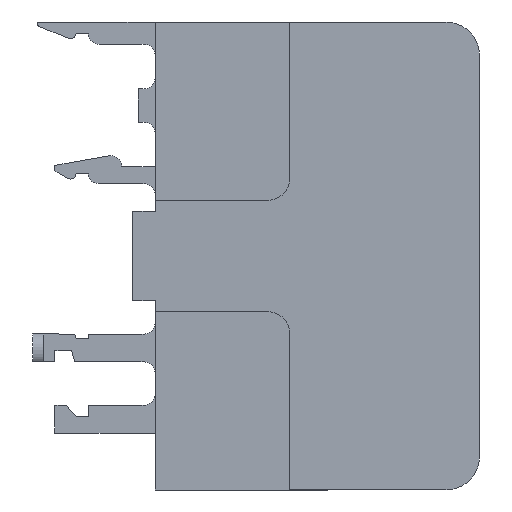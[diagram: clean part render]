
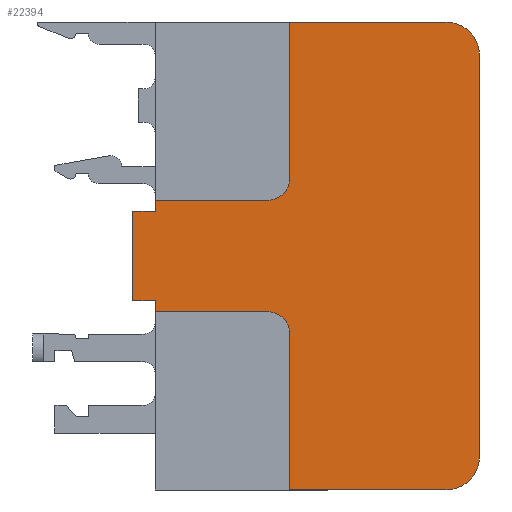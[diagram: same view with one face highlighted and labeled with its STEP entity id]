
A CAD part, left-side view. The second image highlights one B-rep face of the part: STEP entity #22394.
In plain terms, the highlighted planar face has unit normal (-1, 0, 0).
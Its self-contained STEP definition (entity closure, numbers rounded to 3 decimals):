
#118 = CARTESIAN_POINT ( 'NONE',  ( -9.25, -14.1, 4. ) ) ;
#123 = DIRECTION ( 'NONE',  ( 0., 1., 0. ) ) ;
#361 = LINE ( 'NONE', #7344, #17893 ) ;
#760 = CARTESIAN_POINT ( 'NONE',  ( -9.25, -14.1, 4. ) ) ;
#965 = CARTESIAN_POINT ( 'NONE',  ( -9.25, 0., -21. ) ) ;
#999 = ORIENTED_EDGE ( 'NONE', *, *, #20056, .T. ) ;
#1144 = DIRECTION ( 'NONE',  ( 0., -1., 0. ) ) ;
#1243 = CARTESIAN_POINT ( 'NONE',  ( -9.25, -12.1, 5. ) ) ;
#1727 = LINE ( 'NONE', #26865, #19261 ) ;
#1961 = VERTEX_POINT ( 'NONE', #3719 ) ;
#2208 = ORIENTED_EDGE ( 'NONE', *, *, #20685, .F. ) ;
#2378 = VECTOR ( 'NONE', #8423, 1000. ) ;
#3035 = DIRECTION ( 'NONE',  ( 0., 0., -1. ) ) ;
#3068 = EDGE_CURVE ( 'NONE', #23288, #7985, #25189, .T. ) ;
#3719 = CARTESIAN_POINT ( 'NONE',  ( -9.25, -2., -5. ) ) ;
#3915 = DIRECTION ( 'NONE',  ( 1., 0., 0. ) ) ;
#4057 = CARTESIAN_POINT ( 'NONE',  ( -9.25, 0., -7. ) ) ;
#4490 = CARTESIAN_POINT ( 'NONE',  ( -9.25, -12.1, -5. ) ) ;
#4511 = DIRECTION ( 'NONE',  ( 1., 0., 0. ) ) ;
#4571 = AXIS2_PLACEMENT_3D ( 'NONE', #26896, #13211, #29220 ) ;
#4596 = EDGE_CURVE ( 'NONE', #16906, #26168, #21163, .T. ) ;
#5066 = ORIENTED_EDGE ( 'NONE', *, *, #8712, .F. ) ;
#5140 = DIRECTION ( 'NONE',  ( -1., 0., 0. ) ) ;
#5222 = DIRECTION ( 'NONE',  ( 0., 0., 1. ) ) ;
#5267 = VECTOR ( 'NONE', #1144, 1000. ) ;
#6165 = CARTESIAN_POINT ( 'NONE',  ( -9.25, 14., -18. ) ) ;
#6701 = CARTESIAN_POINT ( 'NONE',  ( -9.25, -12.1, -4. ) ) ;
#6793 = EDGE_CURVE ( 'NONE', #28155, #27056, #7897, .T. ) ;
#6955 = ORIENTED_EDGE ( 'NONE', *, *, #6793, .T. ) ;
#7344 = CARTESIAN_POINT ( 'NONE',  ( -9.25, -12.1, -4. ) ) ;
#7369 = EDGE_CURVE ( 'NONE', #9460, #23611, #361, .T. ) ;
#7800 = AXIS2_PLACEMENT_3D ( 'NONE', #17614, #3915, #19947 ) ;
#7897 = CIRCLE ( 'NONE', #10352, 3. ) ;
#7985 = VERTEX_POINT ( 'NONE', #1243 ) ;
#8042 = EDGE_CURVE ( 'NONE', #23288, #23862, #25744, .T. ) ;
#8081 = VECTOR ( 'NONE', #123, 1000. ) ;
#8208 = CARTESIAN_POINT ( 'NONE',  ( -9.25, 14., 21. ) ) ;
#8423 = DIRECTION ( 'NONE',  ( 0., 0., 1. ) ) ;
#8489 = DIRECTION ( 'NONE',  ( 0., 0., -1. ) ) ;
#8582 = PLANE ( 'NONE',  #4571 ) ;
#8640 = ORIENTED_EDGE ( 'NONE', *, *, #4596, .T. ) ;
#8712 = EDGE_CURVE ( 'NONE', #28155, #26168, #23563, .T. ) ;
#8889 = EDGE_CURVE ( 'NONE', #1961, #24794, #1727, .T. ) ;
#9460 = VERTEX_POINT ( 'NONE', #6701 ) ;
#9825 = EDGE_CURVE ( 'NONE', #12969, #11257, #20654, .T. ) ;
#10352 = AXIS2_PLACEMENT_3D ( 'NONE', #18868, #5140, #21176 ) ;
#10822 = CARTESIAN_POINT ( 'NONE',  ( -9.25, 0., -21. ) ) ;
#10970 = LINE ( 'NONE', #25861, #23136 ) ;
#11103 = VECTOR ( 'NONE', #29546, 1000. ) ;
#11257 = VERTEX_POINT ( 'NONE', #4057 ) ;
#11453 = CARTESIAN_POINT ( 'NONE',  ( -9.25, -12.1, 4. ) ) ;
#11460 = EDGE_CURVE ( 'NONE', #23862, #23611, #24518, .T. ) ;
#11804 = LINE ( 'NONE', #13531, #11103 ) ;
#12290 = DIRECTION ( 'NONE',  ( 0., 0., 1. ) ) ;
#12362 = ORIENTED_EDGE ( 'NONE', *, *, #8042, .F. ) ;
#12576 = DIRECTION ( 'NONE',  ( 0., 0., 1. ) ) ;
#12969 = VERTEX_POINT ( 'NONE', #965 ) ;
#13211 = DIRECTION ( 'NONE',  ( 1., 0., 0. ) ) ;
#13212 = CIRCLE ( 'NONE', #7800, 2. ) ;
#13531 = CARTESIAN_POINT ( 'NONE',  ( -9.25, 17., -21. ) ) ;
#13651 = ORIENTED_EDGE ( 'NONE', *, *, #7369, .T. ) ;
#14162 = LINE ( 'NONE', #25249, #8081 ) ;
#14269 = VERTEX_POINT ( 'NONE', #14352 ) ;
#14271 = VECTOR ( 'NONE', #12290, 1000. ) ;
#14280 = VECTOR ( 'NONE', #24267, 1000. ) ;
#14352 = CARTESIAN_POINT ( 'NONE',  ( -9.25, -2., 5. ) ) ;
#14470 = VERTEX_POINT ( 'NONE', #16548 ) ;
#14860 = CARTESIAN_POINT ( 'NONE',  ( -9.25, 17., 21. ) ) ;
#15200 = EDGE_CURVE ( 'NONE', #14269, #16906, #13212, .T. ) ;
#15351 = EDGE_CURVE ( 'NONE', #11257, #1961, #28587, .T. ) ;
#15622 = ORIENTED_EDGE ( 'NONE', *, *, #22656, .T. ) ;
#15788 = VECTOR ( 'NONE', #12576, 1000. ) ;
#15899 = DIRECTION ( 'NONE',  ( 0., 0., 1. ) ) ;
#15933 = CARTESIAN_POINT ( 'NONE',  ( -9.25, 0., 21. ) ) ;
#16548 = CARTESIAN_POINT ( 'NONE',  ( -9.25, 14., -21. ) ) ;
#16906 = VERTEX_POINT ( 'NONE', #18281 ) ;
#17168 = ORIENTED_EDGE ( 'NONE', *, *, #29407, .T. ) ;
#17217 = EDGE_CURVE ( 'NONE', #27672, #14470, #18115, .T. ) ;
#17614 = CARTESIAN_POINT ( 'NONE',  ( -9.25, -2., 7. ) ) ;
#17893 = VECTOR ( 'NONE', #25687, 1000. ) ;
#18115 = CIRCLE ( 'NONE', #24353, 3. ) ;
#18153 = ORIENTED_EDGE ( 'NONE', *, *, #15351, .T. ) ;
#18211 = CARTESIAN_POINT ( 'NONE',  ( -9.25, -2., -7. ) ) ;
#18281 = CARTESIAN_POINT ( 'NONE',  ( -9.25, 0., 7. ) ) ;
#18379 = VECTOR ( 'NONE', #3035, 1000. ) ;
#18447 = ORIENTED_EDGE ( 'NONE', *, *, #11460, .F. ) ;
#18868 = CARTESIAN_POINT ( 'NONE',  ( -9.25, 14., 18. ) ) ;
#19093 = VECTOR ( 'NONE', #15899, 1000. ) ;
#19261 = VECTOR ( 'NONE', #22266, 1000. ) ;
#19947 = DIRECTION ( 'NONE',  ( 0., 0., -1. ) ) ;
#20056 = EDGE_CURVE ( 'NONE', #14470, #12969, #11804, .T. ) ;
#20157 = ORIENTED_EDGE ( 'NONE', *, *, #8889, .T. ) ;
#20536 = DIRECTION ( 'NONE',  ( 0., 0., -1. ) ) ;
#20654 = LINE ( 'NONE', #10822, #2378 ) ;
#20685 = EDGE_CURVE ( 'NONE', #27672, #27056, #26462, .T. ) ;
#21163 = LINE ( 'NONE', #26289, #15788 ) ;
#21176 = DIRECTION ( 'NONE',  ( 0., 0., -1. ) ) ;
#21630 = AXIS2_PLACEMENT_3D ( 'NONE', #18211, #4511, #20536 ) ;
#21888 = CARTESIAN_POINT ( 'NONE',  ( -9.25, -12.1, -5. ) ) ;
#21957 = CARTESIAN_POINT ( 'NONE',  ( -9.25, -12.1, 4. ) ) ;
#22174 = CARTESIAN_POINT ( 'NONE',  ( -9.25, 17., -18. ) ) ;
#22197 = DIRECTION ( 'NONE',  ( -1., 0., 0. ) ) ;
#22266 = DIRECTION ( 'NONE',  ( 0., -1., 0. ) ) ;
#22394 = ADVANCED_FACE ( 'NONE', ( #28152 ), #8582, .F. ) ;
#22656 = EDGE_CURVE ( 'NONE', #24794, #9460, #10970, .T. ) ;
#23136 = VECTOR ( 'NONE', #5222, 1000. ) ;
#23288 = VERTEX_POINT ( 'NONE', #11453 ) ;
#23329 = EDGE_LOOP ( 'NONE', ( #2208, #28402, #999, #27021, #18153, #20157, #15622, #13651, #18447, #12362, #29230, #17168, #28285, #8640, #5066, #6955 ) ) ;
#23563 = LINE ( 'NONE', #14860, #5267 ) ;
#23611 = VERTEX_POINT ( 'NONE', #26353 ) ;
#23862 = VERTEX_POINT ( 'NONE', #118 ) ;
#24267 = DIRECTION ( 'NONE',  ( 0., -1., 0. ) ) ;
#24353 = AXIS2_PLACEMENT_3D ( 'NONE', #6165, #22197, #8489 ) ;
#24518 = LINE ( 'NONE', #760, #18379 ) ;
#24794 = VERTEX_POINT ( 'NONE', #21888 ) ;
#25189 = LINE ( 'NONE', #4490, #19093 ) ;
#25249 = CARTESIAN_POINT ( 'NONE',  ( -9.25, -12.1, 5. ) ) ;
#25687 = DIRECTION ( 'NONE',  ( 0., -1., 0. ) ) ;
#25744 = LINE ( 'NONE', #21957, #14280 ) ;
#25861 = CARTESIAN_POINT ( 'NONE',  ( -9.25, -12.1, -5. ) ) ;
#26168 = VERTEX_POINT ( 'NONE', #15933 ) ;
#26289 = CARTESIAN_POINT ( 'NONE',  ( -9.25, 0., -21. ) ) ;
#26353 = CARTESIAN_POINT ( 'NONE',  ( -9.25, -14.1, -4. ) ) ;
#26462 = LINE ( 'NONE', #28412, #14271 ) ;
#26865 = CARTESIAN_POINT ( 'NONE',  ( -9.25, -12.1, -5. ) ) ;
#26896 = CARTESIAN_POINT ( 'NONE',  ( -9.25, 17., -21. ) ) ;
#27021 = ORIENTED_EDGE ( 'NONE', *, *, #9825, .T. ) ;
#27056 = VERTEX_POINT ( 'NONE', #28608 ) ;
#27672 = VERTEX_POINT ( 'NONE', #22174 ) ;
#28152 = FACE_OUTER_BOUND ( 'NONE', #23329, .T. ) ;
#28155 = VERTEX_POINT ( 'NONE', #8208 ) ;
#28285 = ORIENTED_EDGE ( 'NONE', *, *, #15200, .T. ) ;
#28402 = ORIENTED_EDGE ( 'NONE', *, *, #17217, .T. ) ;
#28412 = CARTESIAN_POINT ( 'NONE',  ( -9.25, 17., -21. ) ) ;
#28587 = CIRCLE ( 'NONE', #21630, 2. ) ;
#28608 = CARTESIAN_POINT ( 'NONE',  ( -9.25, 17., 18. ) ) ;
#29220 = DIRECTION ( 'NONE',  ( 0., 0., -1. ) ) ;
#29230 = ORIENTED_EDGE ( 'NONE', *, *, #3068, .T. ) ;
#29407 = EDGE_CURVE ( 'NONE', #7985, #14269, #14162, .T. ) ;
#29546 = DIRECTION ( 'NONE',  ( 0., -1., 0. ) ) ;
